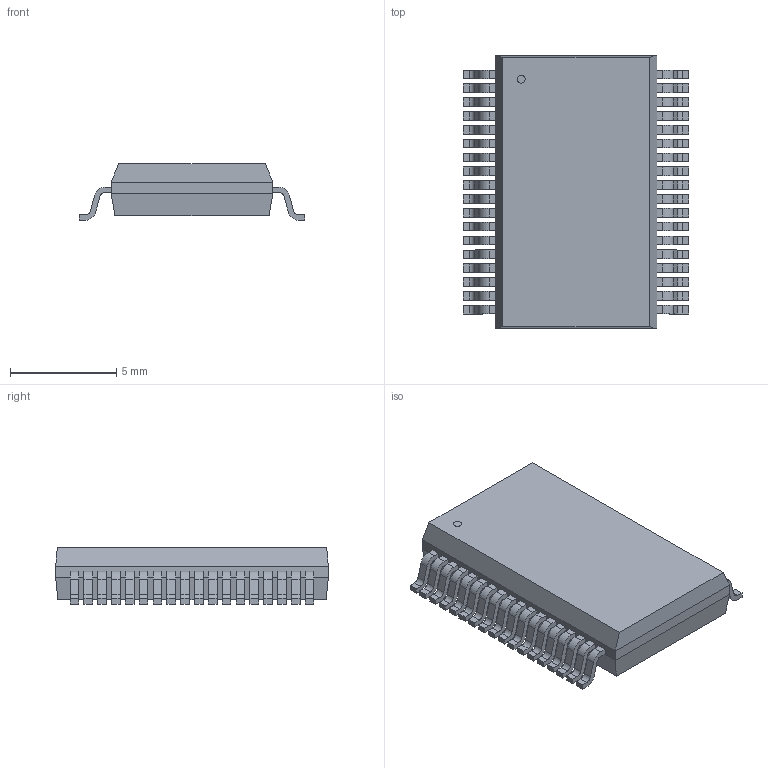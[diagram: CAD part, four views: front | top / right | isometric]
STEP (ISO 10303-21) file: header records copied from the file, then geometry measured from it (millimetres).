
FILE_DESCRIPTION(('STEP AP214'),'1');
FILE_NAME('PG-DSO-36-34-L','2019-06-12T11:13:44',(''),(''),'','','');
FILE_SCHEMA(('AUTOMOTIVE_DESIGN'));
Length unit declared in the file: millimetre
Products named in the file (1): product
Bounding box: 10.59 x 12.8 x 2.64 mm (x, y, z)
Volume: 0 mm3; surface area: 396.7 mm2
Topology: 1 solids, 519 shells, 521 faces, 2651 edges, 2650 vertices
Faces by surface type: plane 376, cylinder 145
Full cylindrical faces by diameter (mm): 0.38 x1
Entity records: 29182 total; most frequent: CARTESIAN_POINT 5823, VERTEX_POINT 5298, DIRECTION 4274, ORIENTED_EDGE 2652, EDGE_CURVE 2650, LINE 2072, VECTOR 2072, AXIS2_PLACEMENT_3D 1101
